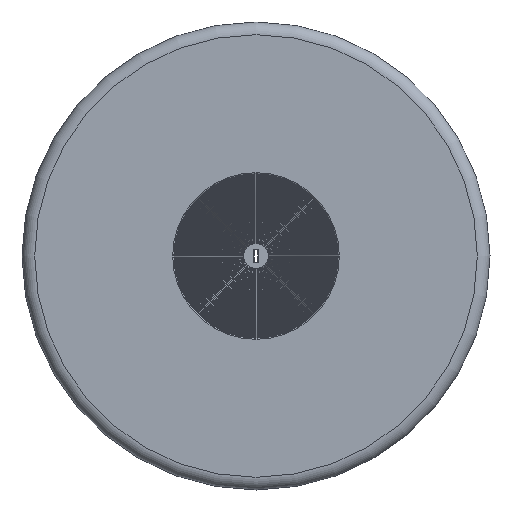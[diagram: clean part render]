
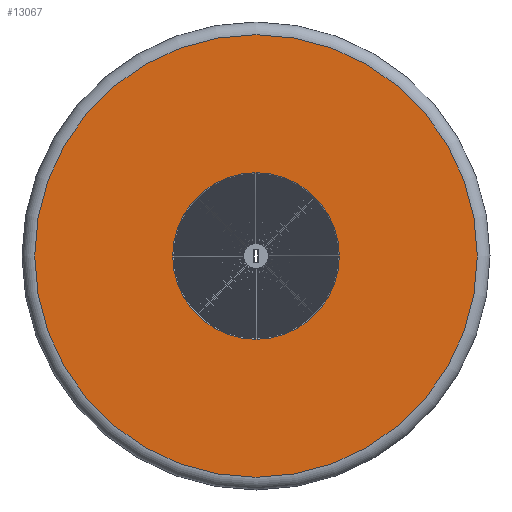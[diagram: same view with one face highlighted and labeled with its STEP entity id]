
A CAD part, left-side view. The second image highlights one B-rep face of the part: STEP entity #13067.
In plain terms, the highlighted planar face has unit normal (-1, 0, 0).
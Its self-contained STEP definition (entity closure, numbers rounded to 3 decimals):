
#1005=FACE_BOUND('',#4033,.T.);
#1009=PLANE('',#14102);
#3029=FACE_OUTER_BOUND('',#4032,.T.);
#4032=EDGE_LOOP('',(#9064));
#4033=EDGE_LOOP('',(#9065));
#5042=CIRCLE('',#14101,0.655);
#5043=CIRCLE('',#14103,1.74);
#6040=VERTEX_POINT('',#21131);
#6041=VERTEX_POINT('',#21135);
#7051=EDGE_CURVE('',#6040,#6040,#5042,.T.);
#7052=EDGE_CURVE('',#6041,#6041,#5043,.T.);
#9064=ORIENTED_EDGE('',*,*,#7052,.F.);
#9065=ORIENTED_EDGE('',*,*,#7051,.F.);
#13067=ADVANCED_FACE('',(#3029,#1005),#1009,.T.);
#14101=AXIS2_PLACEMENT_3D('',#21133,#16123,#16124);
#14102=AXIS2_PLACEMENT_3D('',#21134,#16125,#16126);
#14103=AXIS2_PLACEMENT_3D('',#21136,#16127,#16128);
#16123=DIRECTION('center_axis',(-1.,0.,0.));
#16124=DIRECTION('ref_axis',(0.,1.,0.));
#16125=DIRECTION('center_axis',(-1.,0.,0.));
#16126=DIRECTION('ref_axis',(0.,0.,1.));
#16127=DIRECTION('center_axis',(1.,0.,0.));
#16128=DIRECTION('ref_axis',(0.,-1.,0.));
#21131=CARTESIAN_POINT('',(0.,-0.655,0.));
#21133=CARTESIAN_POINT('Origin',(0.,0.,0.));
#21134=CARTESIAN_POINT('Origin',(0.,0.646,0.));
#21135=CARTESIAN_POINT('',(0.,0.,-1.74));
#21136=CARTESIAN_POINT('Origin',(0.,0.,0.));
